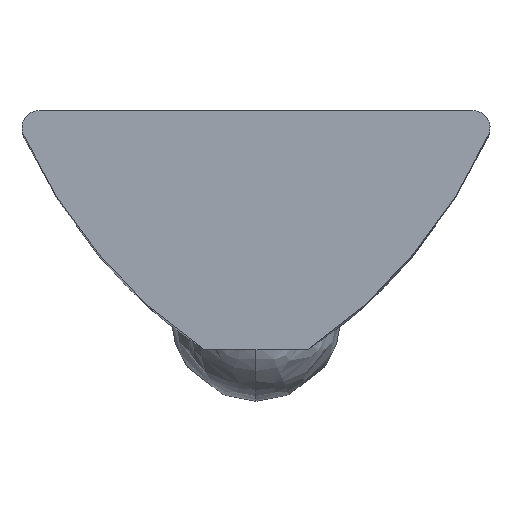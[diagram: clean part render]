
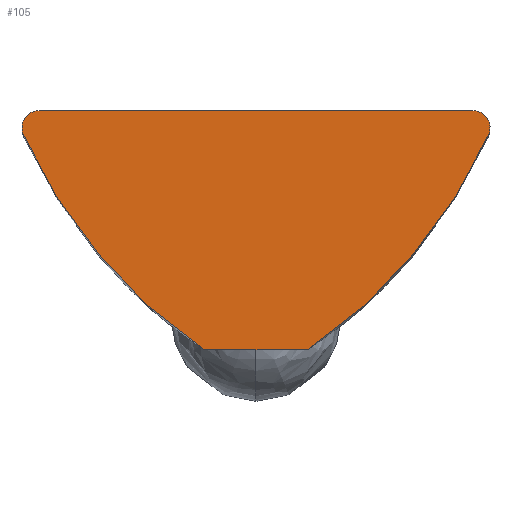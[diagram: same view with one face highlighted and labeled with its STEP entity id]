
A CAD part, top view. The second image highlights one B-rep face of the part: STEP entity #105.
In plain terms, the highlighted planar face has unit normal (0, 0, 1).
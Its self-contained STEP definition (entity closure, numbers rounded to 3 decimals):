
#27 = VERTEX_POINT ( 'NONE', #594 ) ;
#42 = CARTESIAN_POINT ( 'NONE',  ( 6.806, -0.705, 11. ) ) ;
#45 = DIRECTION ( 'NONE',  ( 0., 1., 0. ) ) ;
#48 = DIRECTION ( 'NONE',  ( 0., 0., 1. ) ) ;
#51 = LINE ( 'NONE', #789, #93 ) ;
#59 = CARTESIAN_POINT ( 'NONE',  ( -6.35, -0.5, 11. ) ) ;
#66 = AXIS2_PLACEMENT_3D ( 'NONE', #144, #637, #634 ) ;
#83 = DIRECTION ( 'NONE',  ( 0., 1., 0. ) ) ;
#89 = VERTEX_POINT ( 'NONE', #42 ) ;
#93 = VECTOR ( 'NONE', #186, 1000. ) ;
#99 = DIRECTION ( 'NONE',  ( 0., 0., 1. ) ) ;
#105 = ADVANCED_FACE ( 'NONE', ( #187 ), #725, .T. ) ;
#108 = CIRCLE ( 'NONE', #184, 0.5 ) ;
#144 = CARTESIAN_POINT ( 'NONE',  ( 6.876, 5.444, 11. ) ) ;
#176 = EDGE_CURVE ( 'NONE', #785, #402, #754, .T. ) ;
#184 = AXIS2_PLACEMENT_3D ( 'NONE', #593, #859, #45 ) ;
#186 = DIRECTION ( 'NONE',  ( 1., 0., 0. ) ) ;
#187 = FACE_OUTER_BOUND ( 'NONE', #803, .T. ) ;
#191 = EDGE_CURVE ( 'NONE', #402, #650, #536, .T. ) ;
#257 = CARTESIAN_POINT ( 'NONE',  ( 1.5, -7., 11. ) ) ;
#258 = AXIS2_PLACEMENT_3D ( 'NONE', #59, #740, #83 ) ;
#282 = EDGE_CURVE ( 'NONE', #27, #737, #51, .T. ) ;
#323 = DIRECTION ( 'NONE',  ( 0., 1., 0. ) ) ;
#334 = DIRECTION ( 'NONE',  ( -1., 0., 0. ) ) ;
#370 = ORIENTED_EDGE ( 'NONE', *, *, #191, .T. ) ;
#402 = VERTEX_POINT ( 'NONE', #700 ) ;
#406 = VECTOR ( 'NONE', #334, 1000. ) ;
#451 = CIRCLE ( 'NONE', #494, 15. ) ;
#489 = EDGE_CURVE ( 'NONE', #89, #785, #108, .T. ) ;
#494 = AXIS2_PLACEMENT_3D ( 'NONE', #709, #99, #567 ) ;
#498 = ORIENTED_EDGE ( 'NONE', *, *, #282, .T. ) ;
#514 = CARTESIAN_POINT ( 'NONE',  ( 6.35, 0., 11. ) ) ;
#536 = CIRCLE ( 'NONE', #258, 0.5 ) ;
#566 = ORIENTED_EDGE ( 'NONE', *, *, #176, .T. ) ;
#567 = DIRECTION ( 'NONE',  ( 0., 1., 0. ) ) ;
#593 = CARTESIAN_POINT ( 'NONE',  ( 6.35, -0.5, 11. ) ) ;
#594 = CARTESIAN_POINT ( 'NONE',  ( -1.5, -7., 11. ) ) ;
#612 = EDGE_CURVE ( 'NONE', #650, #27, #629, .T. ) ;
#619 = ORIENTED_EDGE ( 'NONE', *, *, #697, .T. ) ;
#629 = CIRCLE ( 'NONE', #66, 15. ) ;
#634 = DIRECTION ( 'NONE',  ( 0., 1., 0. ) ) ;
#637 = DIRECTION ( 'NONE',  ( 0., 0., 1. ) ) ;
#650 = VERTEX_POINT ( 'NONE', #772 ) ;
#657 = CARTESIAN_POINT ( 'NONE',  ( -6.35, -0.5, 11. ) ) ;
#672 = CARTESIAN_POINT ( 'NONE',  ( -6.35, 0., 11. ) ) ;
#690 = AXIS2_PLACEMENT_3D ( 'NONE', #657, #48, #323 ) ;
#697 = EDGE_CURVE ( 'NONE', #737, #89, #451, .T. ) ;
#698 = ORIENTED_EDGE ( 'NONE', *, *, #489, .T. ) ;
#700 = CARTESIAN_POINT ( 'NONE',  ( -6.35, 0., 11. ) ) ;
#709 = CARTESIAN_POINT ( 'NONE',  ( -6.876, 5.444, 11. ) ) ;
#725 = PLANE ( 'NONE',  #690 ) ;
#737 = VERTEX_POINT ( 'NONE', #257 ) ;
#740 = DIRECTION ( 'NONE',  ( 0., 0., 1. ) ) ;
#754 = LINE ( 'NONE', #672, #406 ) ;
#772 = CARTESIAN_POINT ( 'NONE',  ( -6.806, -0.705, 11. ) ) ;
#779 = ORIENTED_EDGE ( 'NONE', *, *, #612, .T. ) ;
#785 = VERTEX_POINT ( 'NONE', #514 ) ;
#789 = CARTESIAN_POINT ( 'NONE',  ( -6.35, -7., 11. ) ) ;
#803 = EDGE_LOOP ( 'NONE', ( #698, #566, #370, #779, #498, #619 ) ) ;
#859 = DIRECTION ( 'NONE',  ( 0., 0., 1. ) ) ;
